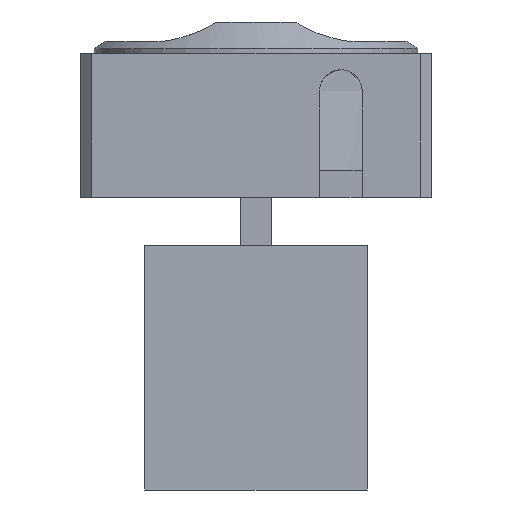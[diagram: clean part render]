
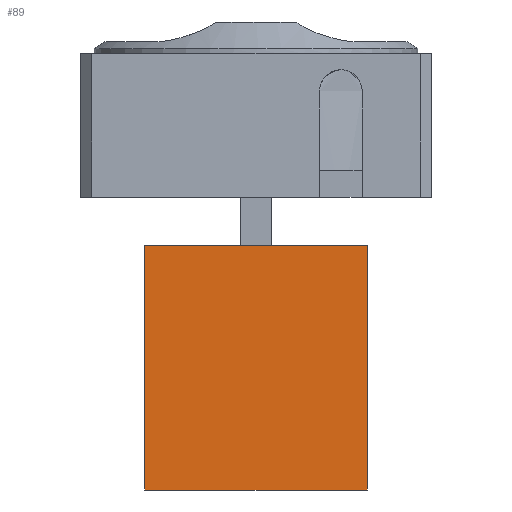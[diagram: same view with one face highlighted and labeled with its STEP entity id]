
A CAD part, left-side view. The second image highlights one B-rep face of the part: STEP entity #89.
In plain terms, the highlighted free-form (B-spline) face has degree [1, 1] with [2, 2] control points.
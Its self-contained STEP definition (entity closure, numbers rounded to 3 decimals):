
#89=ADVANCED_FACE('',(#219),#4389,.T.);
#219=FACE_OUTER_BOUND('',#355,.T.);
#355=EDGE_LOOP('',(#666,#667,#668,#669));
#666=ORIENTED_EDGE('',*,*,#3796,.T.);
#667=ORIENTED_EDGE('',*,*,#3797,.T.);
#668=ORIENTED_EDGE('',*,*,#3798,.T.);
#669=ORIENTED_EDGE('',*,*,#3799,.T.);
#1336=PCURVE('',#4389,#2006);
#1337=PCURVE('',#4389,#2007);
#1338=PCURVE('',#4389,#2008);
#1339=PCURVE('',#4389,#2009);
#1347=PCURVE('',#4391,#2017);
#1362=PCURVE('',#4392,#2032);
#1367=PCURVE('',#4393,#2037);
#1383=PCURVE('',#4394,#2053);
#2006=DEFINITIONAL_REPRESENTATION('',(#2757),#9611);
#2007=DEFINITIONAL_REPRESENTATION('',(#2759),#9611);
#2008=DEFINITIONAL_REPRESENTATION('',(#2761),#9611);
#2009=DEFINITIONAL_REPRESENTATION('',(#2763),#9611);
#2017=DEFINITIONAL_REPRESENTATION('',(#2777),#9611);
#2032=DEFINITIONAL_REPRESENTATION('',(#2792),#9611);
#2037=DEFINITIONAL_REPRESENTATION('',(#2799),#9611);
#2053=DEFINITIONAL_REPRESENTATION('',(#2815),#9611);
#2756=B_SPLINE_CURVE_WITH_KNOTS('',1,(#5936,#5937),.UNSPECIFIED.,.F.,.F.,
(2,2),(0.,42.),.UNSPECIFIED.);
#2757=B_SPLINE_CURVE_WITH_KNOTS('',1,(#5938,#5939),.UNSPECIFIED.,.F.,.F.,
(2,2),(0.,42.),.UNSPECIFIED.);
#2758=B_SPLINE_CURVE_WITH_KNOTS('',1,(#5940,#5941),.UNSPECIFIED.,.F.,.F.,
(2,2),(0.,46.),.UNSPECIFIED.);
#2759=B_SPLINE_CURVE_WITH_KNOTS('',1,(#5942,#5943),.UNSPECIFIED.,.F.,.F.,
(2,2),(0.,46.),.UNSPECIFIED.);
#2760=B_SPLINE_CURVE_WITH_KNOTS('',1,(#5944,#5945),.UNSPECIFIED.,.F.,.F.,
(2,2),(0.,42.),.UNSPECIFIED.);
#2761=B_SPLINE_CURVE_WITH_KNOTS('',1,(#5946,#5947),.UNSPECIFIED.,.F.,.F.,
(2,2),(0.,42.),.UNSPECIFIED.);
#2762=B_SPLINE_CURVE_WITH_KNOTS('',1,(#5948,#5949),.UNSPECIFIED.,.F.,.F.,
(2,2),(0.,46.),.UNSPECIFIED.);
#2763=B_SPLINE_CURVE_WITH_KNOTS('',1,(#5950,#5951),.UNSPECIFIED.,.F.,.F.,
(2,2),(0.,46.),.UNSPECIFIED.);
#2777=B_SPLINE_CURVE_WITH_KNOTS('',1,(#5978,#5979),.UNSPECIFIED.,.F.,.F.,
(2,2),(0.,46.),.UNSPECIFIED.);
#2792=B_SPLINE_CURVE_WITH_KNOTS('',1,(#6008,#6009),.UNSPECIFIED.,.F.,.F.,
(2,2),(0.,42.),.UNSPECIFIED.);
#2799=B_SPLINE_CURVE_WITH_KNOTS('',1,(#6022,#6023),.UNSPECIFIED.,.F.,.F.,
(2,2),(0.,46.),.UNSPECIFIED.);
#2815=B_SPLINE_CURVE_WITH_KNOTS('',1,(#6054,#6055),.UNSPECIFIED.,.F.,.F.,
(2,2),(0.,42.),.UNSPECIFIED.);
#3461=SURFACE_CURVE('',#2756,(#1336,#1383),.PCURVE_S1.);
#3462=SURFACE_CURVE('',#2758,(#1337,#1367),.PCURVE_S1.);
#3463=SURFACE_CURVE('',#2760,(#1338,#1362),.PCURVE_S1.);
#3464=SURFACE_CURVE('',#2762,(#1339,#1347),.PCURVE_S1.);
#3796=EDGE_CURVE('',#4207,#4208,#3461,.T.);
#3797=EDGE_CURVE('',#4208,#4209,#3462,.T.);
#3798=EDGE_CURVE('',#4209,#4210,#3463,.T.);
#3799=EDGE_CURVE('',#4210,#4207,#3464,.T.);
#4207=VERTEX_POINT('',#5072);
#4208=VERTEX_POINT('',#5073);
#4209=VERTEX_POINT('',#5074);
#4210=VERTEX_POINT('',#5075);
#4389=B_SPLINE_SURFACE_WITH_KNOTS('',1,1,((#4964,#4965),(#4966,#4967)),
 .UNSPECIFIED.,.F.,.F.,.F.,(2,2),(2,2),(-27.601,27.601),(-25.201,25.201),
 .UNSPECIFIED.);
#4391=B_SPLINE_SURFACE_WITH_KNOTS('',1,1,((#4972,#4973),(#4974,#4975)),
 .UNSPECIFIED.,.F.,.F.,.F.,(2,2),(2,2),(-27.601,27.601),(-24.001,24.001),
 .UNSPECIFIED.);
#4392=B_SPLINE_SURFACE_WITH_KNOTS('',1,1,((#4976,#4977),(#4978,#4979)),
 .UNSPECIFIED.,.F.,.F.,.F.,(2,2),(2,2),(-25.201,25.201),(-24.001,24.001),
 .UNSPECIFIED.);
#4393=B_SPLINE_SURFACE_WITH_KNOTS('',1,1,((#4980,#4981),(#4982,#4983)),
 .UNSPECIFIED.,.F.,.F.,.F.,(2,2),(2,2),(-27.601,27.601),(-24.001,24.001),
 .UNSPECIFIED.);
#4394=B_SPLINE_SURFACE_WITH_KNOTS('',1,1,((#4984,#4985),(#4986,#4987)),
 .UNSPECIFIED.,.F.,.F.,.F.,(2,2),(2,2),(-25.201,25.201),(-24.001,24.001),
 .UNSPECIFIED.);
#4964=CARTESIAN_POINT('',(228.482,-334.353,133.202));
#4965=CARTESIAN_POINT('',(228.482,-283.95,133.202));
#4966=CARTESIAN_POINT('',(228.482,-334.353,188.405));
#4967=CARTESIAN_POINT('',(228.482,-283.95,188.405));
#4972=CARTESIAN_POINT('',(272.484,-330.152,133.202));
#4973=CARTESIAN_POINT('',(224.481,-330.152,133.202));
#4974=CARTESIAN_POINT('',(272.484,-330.152,188.405));
#4975=CARTESIAN_POINT('',(224.481,-330.152,188.405));
#4976=CARTESIAN_POINT('',(224.481,-334.353,137.804));
#4977=CARTESIAN_POINT('',(272.484,-334.353,137.804));
#4978=CARTESIAN_POINT('',(224.481,-283.95,137.804));
#4979=CARTESIAN_POINT('',(272.484,-283.95,137.804));
#4980=CARTESIAN_POINT('',(224.481,-288.152,133.202));
#4981=CARTESIAN_POINT('',(272.484,-288.152,133.202));
#4982=CARTESIAN_POINT('',(224.481,-288.152,188.405));
#4983=CARTESIAN_POINT('',(272.484,-288.152,188.405));
#4984=CARTESIAN_POINT('',(272.484,-334.353,183.804));
#4985=CARTESIAN_POINT('',(224.481,-334.353,183.804));
#4986=CARTESIAN_POINT('',(272.484,-283.95,183.804));
#4987=CARTESIAN_POINT('',(224.481,-283.95,183.804));
#5072=CARTESIAN_POINT('',(228.482,-330.152,183.804));
#5073=CARTESIAN_POINT('',(228.482,-288.152,183.804));
#5074=CARTESIAN_POINT('',(228.482,-288.152,137.804));
#5075=CARTESIAN_POINT('',(228.482,-330.152,137.804));
#5936=CARTESIAN_POINT('',(228.482,-330.152,183.804));
#5937=CARTESIAN_POINT('',(228.482,-288.152,183.804));
#5938=CARTESIAN_POINT('',(23.,-21.));
#5939=CARTESIAN_POINT('',(23.,21.));
#5940=CARTESIAN_POINT('',(228.482,-288.152,183.804));
#5941=CARTESIAN_POINT('',(228.482,-288.152,137.804));
#5942=CARTESIAN_POINT('',(23.,21.));
#5943=CARTESIAN_POINT('',(-23.,21.));
#5944=CARTESIAN_POINT('',(228.482,-288.152,137.804));
#5945=CARTESIAN_POINT('',(228.482,-330.152,137.804));
#5946=CARTESIAN_POINT('',(-23.,21.));
#5947=CARTESIAN_POINT('',(-23.,-21.));
#5948=CARTESIAN_POINT('',(228.482,-330.152,137.804));
#5949=CARTESIAN_POINT('',(228.482,-330.152,183.804));
#5950=CARTESIAN_POINT('',(-23.,-21.));
#5951=CARTESIAN_POINT('',(23.,-21.));
#5978=CARTESIAN_POINT('',(-23.,20.));
#5979=CARTESIAN_POINT('',(23.,20.));
#6008=CARTESIAN_POINT('',(21.,-20.));
#6009=CARTESIAN_POINT('',(-21.,-20.));
#6022=CARTESIAN_POINT('',(23.,-20.));
#6023=CARTESIAN_POINT('',(-23.,-20.));
#6054=CARTESIAN_POINT('',(-21.,20.));
#6055=CARTESIAN_POINT('',(21.,20.));
#9611=(
GEOMETRIC_REPRESENTATION_CONTEXT(2)
PARAMETRIC_REPRESENTATION_CONTEXT()
REPRESENTATION_CONTEXT('pspace','')
);
